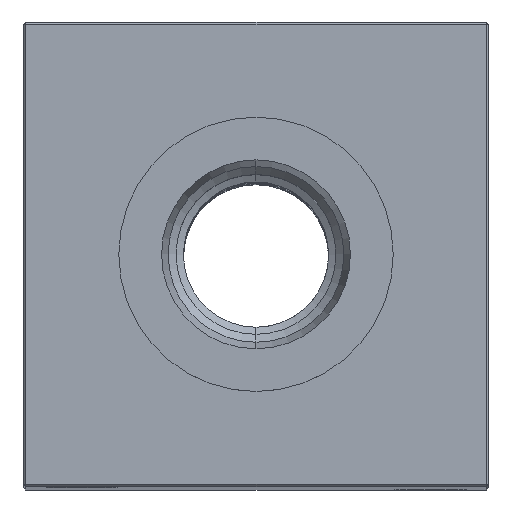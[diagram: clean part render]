
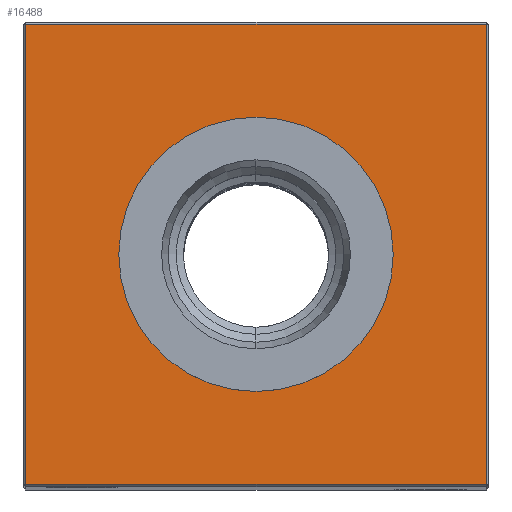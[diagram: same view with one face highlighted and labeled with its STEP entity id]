
A CAD part, top view. The second image highlights one B-rep face of the part: STEP entity #16488.
In plain terms, the highlighted planar face has unit normal (0, 0, 1).
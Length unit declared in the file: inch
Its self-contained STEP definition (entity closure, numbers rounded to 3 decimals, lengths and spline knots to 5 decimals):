
#8 = CARTESIAN_POINT ( 'NONE',  ( 0., -0.99, 8.25 ) ) ;
#98 = CARTESIAN_POINT ( 'NONE',  ( -0.99, 0., 8.25 ) ) ;
#255 = ORIENTED_EDGE ( 'NONE', *, *, #16627, .T. ) ;
#395 = LINE ( 'NONE', #9477, #26671 ) ;
#1153 = ORIENTED_EDGE ( 'NONE', *, *, #27485, .T. ) ;
#1200 = CARTESIAN_POINT ( 'NONE',  ( 0., 0., 8.25 ) ) ;
#2229 = DIRECTION ( 'NONE',  ( 1., 0., 0. ) ) ;
#3119 = PLANE ( 'NONE',  #3275 ) ;
#3275 = AXIS2_PLACEMENT_3D ( 'NONE', #1200, #17329, #3558 ) ;
#3487 = DIRECTION ( 'NONE',  ( -1., 0., 0. ) ) ;
#3558 = DIRECTION ( 'NONE',  ( -1., 0., 0. ) ) ;
#4199 = CIRCLE ( 'NONE', #13794, 0.59055 ) ;
#4232 = VECTOR ( 'NONE', #2229, 39.37008 ) ;
#4951 = LINE ( 'NONE', #20536, #27157 ) ;
#5090 = EDGE_LOOP ( 'NONE', ( #15546, #17168 ) ) ;
#5796 = FACE_BOUND ( 'NONE', #5090, .T. ) ;
#5854 = CARTESIAN_POINT ( 'NONE',  ( -0.99, 0.99, 8.25 ) ) ;
#6315 = CARTESIAN_POINT ( 'NONE',  ( 0., 0., 8.25 ) ) ;
#7826 = DIRECTION ( 'NONE',  ( 0., 0., -1. ) ) ;
#8342 = FACE_OUTER_BOUND ( 'NONE', #22372, .T. ) ;
#8579 = DIRECTION ( 'NONE',  ( -1., 0., 0. ) ) ;
#9477 = CARTESIAN_POINT ( 'NONE',  ( 0.99, 0., 8.25 ) ) ;
#9573 = VERTEX_POINT ( 'NONE', #25535 ) ;
#13068 = DIRECTION ( 'NONE',  ( 0., 0., -1. ) ) ;
#13794 = AXIS2_PLACEMENT_3D ( 'NONE', #19216, #7826, #3487 ) ;
#15108 = VERTEX_POINT ( 'NONE', #28204 ) ;
#15232 = LINE ( 'NONE', #8, #4232 ) ;
#15546 = ORIENTED_EDGE ( 'NONE', *, *, #20388, .T. ) ;
#16345 = CARTESIAN_POINT ( 'NONE',  ( 0.99, 0.99, 8.25 ) ) ;
#16488 = ADVANCED_FACE ( 'NONE', ( #8342, #5796 ), #3119, .F. ) ;
#16627 = EDGE_CURVE ( 'NONE', #23621, #15108, #15232, .T. ) ;
#17168 = ORIENTED_EDGE ( 'NONE', *, *, #27410, .T. ) ;
#17329 = DIRECTION ( 'NONE',  ( 0., 0., -1. ) ) ;
#17594 = VECTOR ( 'NONE', #26985, 39.37008 ) ;
#17861 = LINE ( 'NONE', #98, #17594 ) ;
#18620 = DIRECTION ( 'NONE',  ( 0., 1., 0. ) ) ;
#18850 = VERTEX_POINT ( 'NONE', #19190 ) ;
#19082 = ORIENTED_EDGE ( 'NONE', *, *, #25825, .T. ) ;
#19190 = CARTESIAN_POINT ( 'NONE',  ( 0., 0.59055, 8.25 ) ) ;
#19216 = CARTESIAN_POINT ( 'NONE',  ( 0., 0., 8.25 ) ) ;
#20388 = EDGE_CURVE ( 'NONE', #18850, #9573, #27120, .T. ) ;
#20536 = CARTESIAN_POINT ( 'NONE',  ( 0., 0.99, 8.25 ) ) ;
#21721 = CARTESIAN_POINT ( 'NONE',  ( -0.99, -0.99, 8.25 ) ) ;
#21964 = EDGE_CURVE ( 'NONE', #25928, #23621, #17861, .T. ) ;
#22372 = EDGE_LOOP ( 'NONE', ( #22681, #255, #19082, #1153 ) ) ;
#22681 = ORIENTED_EDGE ( 'NONE', *, *, #21964, .T. ) ;
#23621 = VERTEX_POINT ( 'NONE', #21721 ) ;
#24229 = AXIS2_PLACEMENT_3D ( 'NONE', #6315, #13068, #8579 ) ;
#25535 = CARTESIAN_POINT ( 'NONE',  ( 0., -0.59055, 8.25 ) ) ;
#25825 = EDGE_CURVE ( 'NONE', #15108, #29250, #395, .T. ) ;
#25928 = VERTEX_POINT ( 'NONE', #5854 ) ;
#26671 = VECTOR ( 'NONE', #18620, 39.37008 ) ;
#26985 = DIRECTION ( 'NONE',  ( 0., -1., 0. ) ) ;
#27120 = CIRCLE ( 'NONE', #24229, 0.59055 ) ;
#27157 = VECTOR ( 'NONE', #29373, 39.37008 ) ;
#27410 = EDGE_CURVE ( 'NONE', #9573, #18850, #4199, .T. ) ;
#27485 = EDGE_CURVE ( 'NONE', #29250, #25928, #4951, .T. ) ;
#28204 = CARTESIAN_POINT ( 'NONE',  ( 0.99, -0.99, 8.25 ) ) ;
#29250 = VERTEX_POINT ( 'NONE', #16345 ) ;
#29373 = DIRECTION ( 'NONE',  ( -1., 0., 0. ) ) ;
